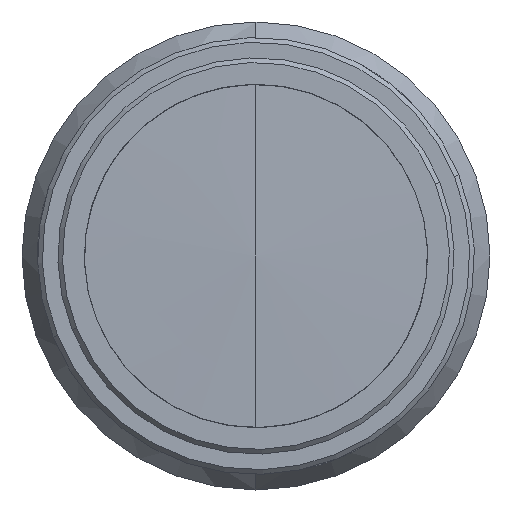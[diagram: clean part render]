
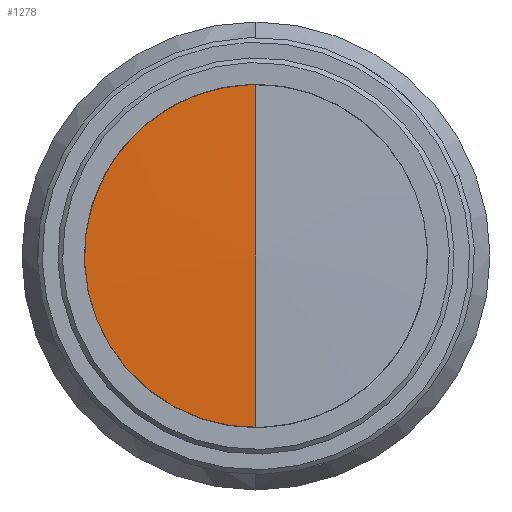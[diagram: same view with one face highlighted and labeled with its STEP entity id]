
A CAD part, left-side view. The second image highlights one B-rep face of the part: STEP entity #1278.
In plain terms, the highlighted conical face has half-angle 88.752 degrees and reference radius 11.64 mm.
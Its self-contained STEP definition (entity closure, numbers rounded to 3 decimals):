
#26 = EDGE_CURVE ( 'NONE', #712, #551, #257, .T. ) ;
#45 = DIRECTION ( 'NONE',  ( 1., 0., 0. ) ) ;
#103 = AXIS2_PLACEMENT_3D ( 'NONE', #695, #1498, #358 ) ;
#111 = CARTESIAN_POINT ( 'NONE',  ( -92.654, 0., -11. ) ) ;
#149 = DIRECTION ( 'NONE',  ( 0., 0., -1. ) ) ;
#150 = CARTESIAN_POINT ( 'NONE',  ( -92.64, 0., -11.64 ) ) ;
#167 = EDGE_CURVE ( 'NONE', #1311, #754, #980, .T. ) ;
#214 = CARTESIAN_POINT ( 'NONE',  ( -92.654, 10.213, -4.086 ) ) ;
#257 = CIRCLE ( 'NONE', #1458, 11. ) ;
#274 = EDGE_CURVE ( 'NONE', #1311, #551, #381, .T. ) ;
#292 = DIRECTION ( 'NONE',  ( 0.022, 0., -1. ) ) ;
#358 = DIRECTION ( 'NONE',  ( 0., 0., -1. ) ) ;
#371 = EDGE_CURVE ( 'NONE', #754, #712, #961, .T. ) ;
#380 = ORIENTED_EDGE ( 'NONE', *, *, #167, .F. ) ;
#381 = LINE ( 'NONE', #1436, #713 ) ;
#432 = FACE_OUTER_BOUND ( 'NONE', #1120, .T. ) ;
#551 = VERTEX_POINT ( 'NONE', #1297 ) ;
#608 = CARTESIAN_POINT ( 'NONE',  ( -92.894, 0., 0. ) ) ;
#695 = CARTESIAN_POINT ( 'NONE',  ( -92.654, 0., 0. ) ) ;
#712 = VERTEX_POINT ( 'NONE', #214 ) ;
#713 = VECTOR ( 'NONE', #1310, 1000. ) ;
#721 = DIRECTION ( 'NONE',  ( 1., 0., 0. ) ) ;
#750 = DIRECTION ( 'NONE',  ( 0., 0., -1. ) ) ;
#754 = VERTEX_POINT ( 'NONE', #111 ) ;
#961 = CIRCLE ( 'NONE', #103, 11. ) ;
#980 = LINE ( 'NONE', #150, #1373 ) ;
#986 = CONICAL_SURFACE ( 'NONE', #1283, 11.64, 1.549 ) ;
#1029 = ORIENTED_EDGE ( 'NONE', *, *, #371, .F. ) ;
#1120 = EDGE_LOOP ( 'NONE', ( #380, #1502, #1249, #1029 ) ) ;
#1249 = ORIENTED_EDGE ( 'NONE', *, *, #26, .F. ) ;
#1278 = ADVANCED_FACE ( 'NONE', ( #432 ), #986, .T. ) ;
#1283 = AXIS2_PLACEMENT_3D ( 'NONE', #1429, #45, #750 ) ;
#1297 = CARTESIAN_POINT ( 'NONE',  ( -92.654, 0., 11. ) ) ;
#1310 = DIRECTION ( 'NONE',  ( 0.022, 0., 1. ) ) ;
#1311 = VERTEX_POINT ( 'NONE', #608 ) ;
#1373 = VECTOR ( 'NONE', #292, 1000. ) ;
#1429 = CARTESIAN_POINT ( 'NONE',  ( -92.64, 0., 0. ) ) ;
#1431 = CARTESIAN_POINT ( 'NONE',  ( -92.654, 0., 0. ) ) ;
#1436 = CARTESIAN_POINT ( 'NONE',  ( -92.64, 0., 11.64 ) ) ;
#1458 = AXIS2_PLACEMENT_3D ( 'NONE', #1431, #721, #149 ) ;
#1498 = DIRECTION ( 'NONE',  ( 1., 0., 0. ) ) ;
#1502 = ORIENTED_EDGE ( 'NONE', *, *, #274, .T. ) ;
